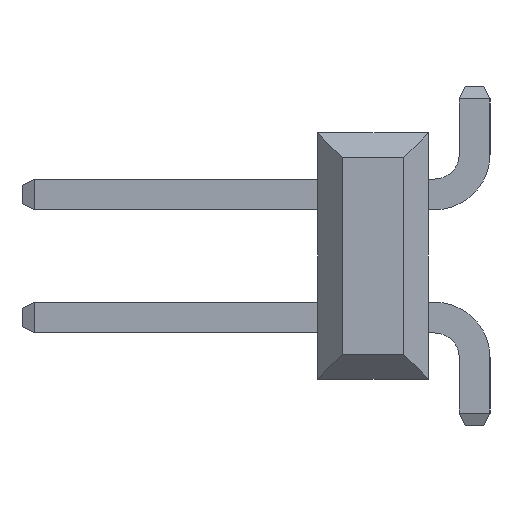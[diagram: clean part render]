
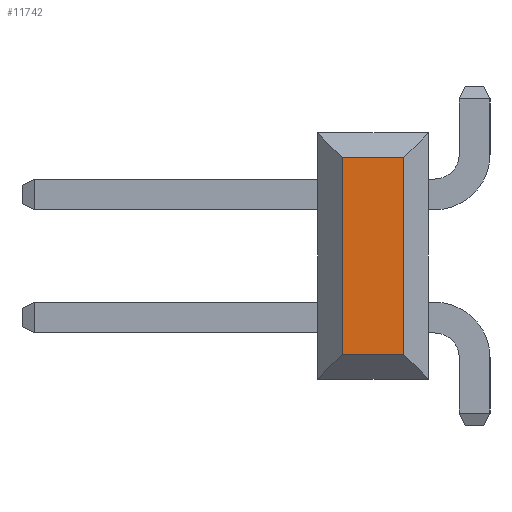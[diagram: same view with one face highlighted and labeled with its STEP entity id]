
A CAD part, left-side view. The second image highlights one B-rep face of the part: STEP entity #11742.
In plain terms, the highlighted planar face has unit normal (-1, 0, 0).
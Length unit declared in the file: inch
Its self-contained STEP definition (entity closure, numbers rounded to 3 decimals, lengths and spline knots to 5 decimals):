
#1721=DIRECTION('',(0.,0.,1.));
#1722=VECTOR('',#1721,0.16);
#1723=CARTESIAN_POINT('',(-0.75,-0.025,-0.08));
#1724=LINE('',#1723,#1722);
#1733=DIRECTION('',(0.,0.,1.));
#1734=VECTOR('',#1733,0.16);
#1735=CARTESIAN_POINT('',(-0.75,0.025,-0.08));
#1736=LINE('',#1735,#1734);
#1737=DIRECTION('',(0.,-1.,0.));
#1738=VECTOR('',#1737,0.05);
#1739=CARTESIAN_POINT('',(-0.75,0.025,0.08));
#1740=LINE('',#1739,#1738);
#1741=DIRECTION('',(0.,-1.,0.));
#1742=VECTOR('',#1741,0.05);
#1743=CARTESIAN_POINT('',(-0.75,0.025,-0.08));
#1744=LINE('',#1743,#1742);
#7817=CARTESIAN_POINT('',(-0.75,0.025,-0.08));
#7818=CARTESIAN_POINT('',(-0.75,0.025,0.08));
#7819=VERTEX_POINT('',#7817);
#7820=VERTEX_POINT('',#7818);
#7821=CARTESIAN_POINT('',(-0.75,-0.025,-0.08));
#7822=CARTESIAN_POINT('',(-0.75,-0.025,0.08));
#7823=VERTEX_POINT('',#7821);
#7824=VERTEX_POINT('',#7822);
#11728=CARTESIAN_POINT('',(-0.75,0.025,-0.1));
#11729=DIRECTION('',(-1.,0.,0.));
#11730=DIRECTION('',(0.,-1.,0.));
#11731=AXIS2_PLACEMENT_3D('',#11728,#11729,#11730);
#11732=PLANE('',#11731);
#11734=ORIENTED_EDGE('',*,*,#11733,.T.);
#11736=ORIENTED_EDGE('',*,*,#11735,.T.);
#11737=ORIENTED_EDGE('',*,*,#11718,.F.);
#11739=ORIENTED_EDGE('',*,*,#11738,.F.);
#11740=EDGE_LOOP('',(#11734,#11736,#11737,#11739));
#11741=FACE_OUTER_BOUND('',#11740,.F.);
#11742=ADVANCED_FACE('',(#11741),#11732,.T.);
#11718=EDGE_CURVE('',#7823,#7824,#1724,.T.);
#11733=EDGE_CURVE('',#7819,#7820,#1736,.T.);
#11735=EDGE_CURVE('',#7820,#7824,#1740,.T.);
#11738=EDGE_CURVE('',#7819,#7823,#1744,.T.);
